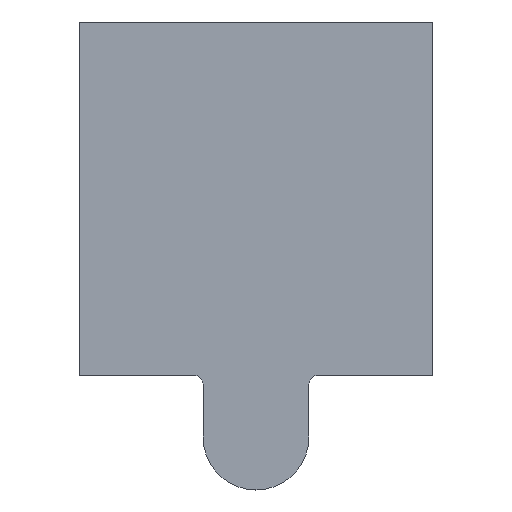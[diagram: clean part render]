
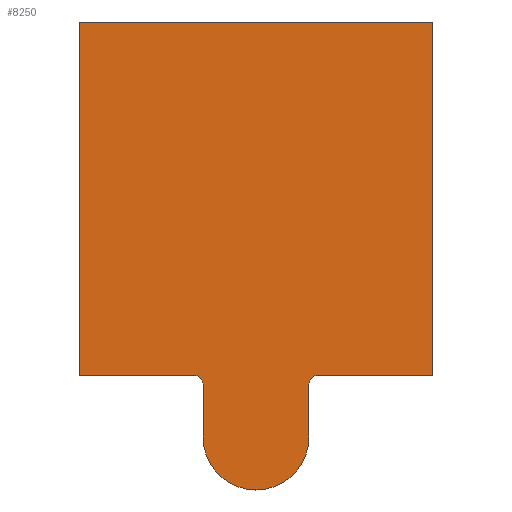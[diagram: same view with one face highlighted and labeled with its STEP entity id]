
A CAD part, top view. The second image highlights one B-rep face of the part: STEP entity #8250.
In plain terms, the highlighted planar face has unit normal (0, 0, 1).
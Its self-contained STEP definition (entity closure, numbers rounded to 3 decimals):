
#513 = VECTOR ( 'NONE', #14966, 1000. ) ;
#556 = LINE ( 'NONE', #32180, #23755 ) ;
#980 = VECTOR ( 'NONE', #33509, 1000. ) ;
#1012 = DIRECTION ( 'NONE',  ( -1., 0., 0. ) ) ;
#1391 = CARTESIAN_POINT ( 'NONE',  ( 40.005, 9.996, 0.15 ) ) ;
#1469 = AXIS2_PLACEMENT_3D ( 'NONE', #32384, #5955, #3039 ) ;
#1901 = ORIENTED_EDGE ( 'NONE', *, *, #18448, .F. ) ;
#2009 = CARTESIAN_POINT ( 'NONE',  ( 40.005, 9.996, 0.15 ) ) ;
#3039 = DIRECTION ( 'NONE',  ( -1., 0., 0. ) ) ;
#3157 = EDGE_LOOP ( 'NONE', ( #22414, #30468, #1901, #11794, #35960, #13149, #35485, #16676, #11025, #9743 ) ) ;
#3541 = EDGE_CURVE ( 'NONE', #29626, #29394, #35597, .T. ) ;
#4202 = VERTEX_POINT ( 'NONE', #16542 ) ;
#4326 = DIRECTION ( 'NONE',  ( 0., 1., 0. ) ) ;
#4856 = AXIS2_PLACEMENT_3D ( 'NONE', #33169, #21026, #18132 ) ;
#5664 = EDGE_CURVE ( 'NONE', #12065, #22197, #12656, .T. ) ;
#5744 = CARTESIAN_POINT ( 'NONE',  ( 60.005, -10.004, 0.15 ) ) ;
#5955 = DIRECTION ( 'NONE',  ( 0., 0., 1. ) ) ;
#7008 = CARTESIAN_POINT ( 'NONE',  ( 40.005, -10.004, 0.15 ) ) ;
#7011 = EDGE_CURVE ( 'NONE', #25275, #4202, #13909, .T. ) ;
#7437 = VERTEX_POINT ( 'NONE', #8808 ) ;
#7743 = EDGE_CURVE ( 'NONE', #37580, #12065, #16085, .T. ) ;
#8092 = DIRECTION ( 'NONE',  ( 0., -1., 0. ) ) ;
#8250 = ADVANCED_FACE ( 'NONE', ( #9425 ), #23967, .F. ) ;
#8274 = CARTESIAN_POINT ( 'NONE',  ( 53.005, -10.504, 0.15 ) ) ;
#8665 = VECTOR ( 'NONE', #4326, 1000. ) ;
#8808 = CARTESIAN_POINT ( 'NONE',  ( 47.005, -10.504, 0.15 ) ) ;
#8819 = DIRECTION ( 'NONE',  ( 0., 1., 0. ) ) ;
#8833 = VECTOR ( 'NONE', #31991, 1000. ) ;
#9425 = FACE_OUTER_BOUND ( 'NONE', #3157, .T. ) ;
#9743 = ORIENTED_EDGE ( 'NONE', *, *, #12273, .T. ) ;
#9913 = DIRECTION ( 'NONE',  ( -1., 0., 0. ) ) ;
#11025 = ORIENTED_EDGE ( 'NONE', *, *, #20052, .F. ) ;
#11714 = VERTEX_POINT ( 'NONE', #26050 ) ;
#11794 = ORIENTED_EDGE ( 'NONE', *, *, #5664, .F. ) ;
#12065 = VERTEX_POINT ( 'NONE', #17953 ) ;
#12273 = EDGE_CURVE ( 'NONE', #11714, #4202, #33545, .T. ) ;
#12656 = LINE ( 'NONE', #24837, #980 ) ;
#13149 = ORIENTED_EDGE ( 'NONE', *, *, #28781, .F. ) ;
#13533 = EDGE_CURVE ( 'NONE', #7437, #29626, #18649, .T. ) ;
#13909 = LINE ( 'NONE', #8274, #36159 ) ;
#14966 = DIRECTION ( 'NONE',  ( 1., 0., 0. ) ) ;
#15595 = CARTESIAN_POINT ( 'NONE',  ( 60.005, -10.004, 0.15 ) ) ;
#15745 = CARTESIAN_POINT ( 'NONE',  ( 46.505, -10.004, 0.15 ) ) ;
#16085 = LINE ( 'NONE', #1391, #513 ) ;
#16542 = CARTESIAN_POINT ( 'NONE',  ( 53.005, -13.504, 0.15 ) ) ;
#16676 = ORIENTED_EDGE ( 'NONE', *, *, #13533, .F. ) ;
#17953 = CARTESIAN_POINT ( 'NONE',  ( 60.005, 9.996, 0.15 ) ) ;
#18132 = DIRECTION ( 'NONE',  ( -1., 0., 0. ) ) ;
#18346 = CIRCLE ( 'NONE', #28211, 0.5 ) ;
#18448 = EDGE_CURVE ( 'NONE', #22197, #27013, #29474, .T. ) ;
#18649 = CIRCLE ( 'NONE', #21107, 0.5 ) ;
#18985 = LINE ( 'NONE', #7008, #8665 ) ;
#20052 = EDGE_CURVE ( 'NONE', #11714, #7437, #556, .T. ) ;
#21026 = DIRECTION ( 'NONE',  ( 0., 0., -1. ) ) ;
#21107 = AXIS2_PLACEMENT_3D ( 'NONE', #33602, #27451, #1012 ) ;
#21144 = CARTESIAN_POINT ( 'NONE',  ( 53.005, -10.504, 0.15 ) ) ;
#22197 = VERTEX_POINT ( 'NONE', #15595 ) ;
#22414 = ORIENTED_EDGE ( 'NONE', *, *, #7011, .F. ) ;
#23755 = VECTOR ( 'NONE', #8819, 1000. ) ;
#23967 = PLANE ( 'NONE',  #4856 ) ;
#24175 = CARTESIAN_POINT ( 'NONE',  ( 53.505, -10.504, 0.15 ) ) ;
#24837 = CARTESIAN_POINT ( 'NONE',  ( 60.005, 9.996, 0.15 ) ) ;
#25275 = VERTEX_POINT ( 'NONE', #21144 ) ;
#26050 = CARTESIAN_POINT ( 'NONE',  ( 47.005, -13.504, 0.15 ) ) ;
#26390 = CARTESIAN_POINT ( 'NONE',  ( 53.505, -10.004, 0.15 ) ) ;
#26912 = EDGE_CURVE ( 'NONE', #27013, #25275, #18346, .T. ) ;
#27013 = VERTEX_POINT ( 'NONE', #26390 ) ;
#27055 = DIRECTION ( 'NONE',  ( -1., 0., 0. ) ) ;
#27451 = DIRECTION ( 'NONE',  ( 0., 0., 1. ) ) ;
#28211 = AXIS2_PLACEMENT_3D ( 'NONE', #24175, #32618, #27055 ) ;
#28781 = EDGE_CURVE ( 'NONE', #29394, #37580, #18985, .T. ) ;
#29394 = VERTEX_POINT ( 'NONE', #35520 ) ;
#29474 = LINE ( 'NONE', #5744, #8833 ) ;
#29626 = VERTEX_POINT ( 'NONE', #33767 ) ;
#30468 = ORIENTED_EDGE ( 'NONE', *, *, #26912, .F. ) ;
#31991 = DIRECTION ( 'NONE',  ( -1., 0., 0. ) ) ;
#32180 = CARTESIAN_POINT ( 'NONE',  ( 47.005, -13.504, 0.15 ) ) ;
#32384 = CARTESIAN_POINT ( 'NONE',  ( 50.005, -13.504, 0.15 ) ) ;
#32618 = DIRECTION ( 'NONE',  ( 0., 0., 1. ) ) ;
#33169 = CARTESIAN_POINT ( 'NONE',  ( 46.505, -10.504, 0.15 ) ) ;
#33509 = DIRECTION ( 'NONE',  ( 0., -1., 0. ) ) ;
#33545 = CIRCLE ( 'NONE', #1469, 3. ) ;
#33602 = CARTESIAN_POINT ( 'NONE',  ( 46.505, -10.504, 0.15 ) ) ;
#33767 = CARTESIAN_POINT ( 'NONE',  ( 46.505, -10.004, 0.15 ) ) ;
#35485 = ORIENTED_EDGE ( 'NONE', *, *, #3541, .F. ) ;
#35520 = CARTESIAN_POINT ( 'NONE',  ( 40.005, -10.004, 0.15 ) ) ;
#35597 = LINE ( 'NONE', #15745, #36848 ) ;
#35960 = ORIENTED_EDGE ( 'NONE', *, *, #7743, .F. ) ;
#36159 = VECTOR ( 'NONE', #8092, 1000. ) ;
#36848 = VECTOR ( 'NONE', #9913, 1000. ) ;
#37580 = VERTEX_POINT ( 'NONE', #2009 ) ;
